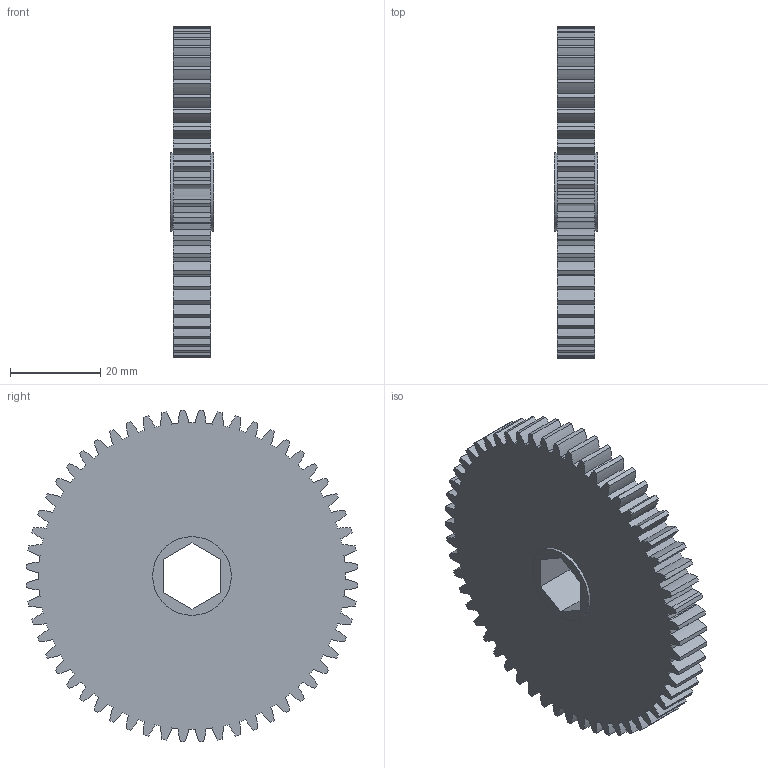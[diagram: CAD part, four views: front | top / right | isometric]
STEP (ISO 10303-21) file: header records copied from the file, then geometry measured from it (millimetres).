
FILE_DESCRIPTION (( 'STEP AP214' ), '1' );
FILE_NAME ('00051.step', '2011-12-27T05:43:45', ( 'RC' ), ( '' ), 'SwSTEP 2.0', 'SolidWorks 2011', '' );
FILE_SCHEMA (( 'AUTOMOTIVE_DESIGN' ));
Length unit declared in the file: inch
Products named in the file (1): 00051
Bounding box: 9.65 x 73.59 x 73.59 mm (x, y, z)
Volume: 31825.9 mm3; surface area: 11948.7 mm2
Topology: 1 solids, 1 shells, 243 faces, 717 edges, 478 vertices
Faces by surface type: cylinder 233, plane 10
Entity records: 8441 total; most frequent: DIRECTION 1671, CARTESIAN_POINT 1439, ORIENTED_EDGE 1434, EDGE_CURVE 717, AXIS2_PLACEMENT_3D 710, VERTEX_POINT 478, CIRCLE 466, LINE 251
